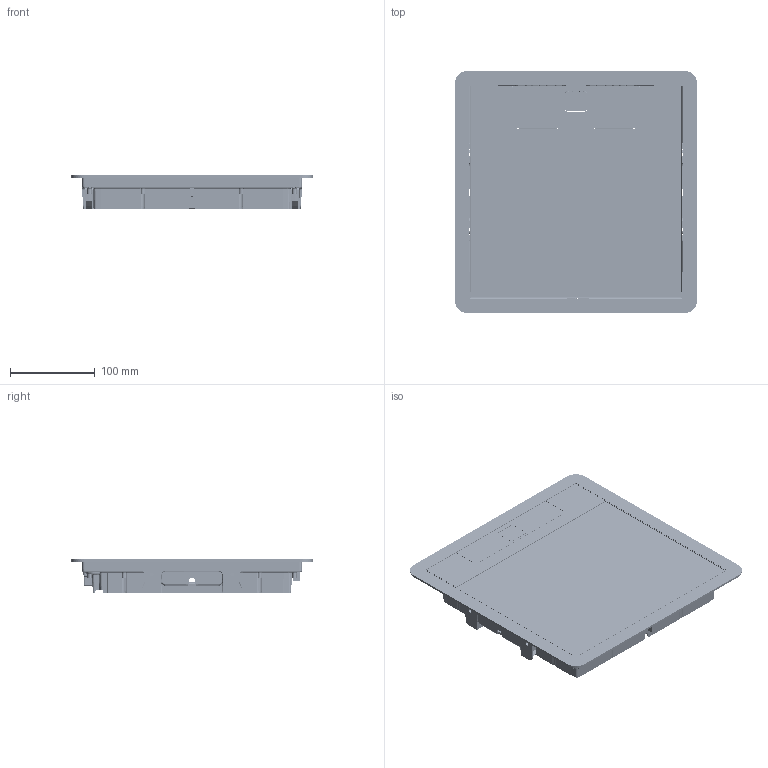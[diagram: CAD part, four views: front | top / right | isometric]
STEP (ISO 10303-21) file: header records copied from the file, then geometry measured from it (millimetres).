
FILE_DESCRIPTION(('CATIA V5 STEP Exchange','CAx-IF Rec.Pracs.--- Model Styling and Organization---1.4--- 2014-01-23'),'2;1');
FILE_NAME('088005.stp','2020-07-10T08:04:47+00:00',('none'),('none'),'CATIA Version 5-6 Release 2017 SP3','CATIA V5 STEP AP214','none');
FILE_SCHEMA(('AUTOMOTIVE_DESIGN { 1 0 10303 214 1 1 1 1 }'));
Products named in the file (31): A011384_A; A011383; D007905; D007904; D007922; D007887_A; Vis plastic 3x10.1; Part2; Part1.1; Part1.1.1; A011382AA; D007819; D007818; D007903; D007902; VIS M4x6 TR CRUCI.1; Goujon à souder M4x6; CE00256; Etiquette 45x30; D009487; A011000; D007754; D007757; VIS M4x6 TR CRUCI; ASS handle &RA-&RB; D010087; D007900; D007898; D010086; D006095; D006098
Assembly tree (53 placements, depth 5):
  A011384_A
    A011383
      D007905
      D007904
      D007922
      D007887_A  x4
      Vis plastic 3x10.1  x8
      Part2
      Part1.1  x3
      Part1.1.1
    A011382AA
      D007819
      D007818
      D007903
      D007902
      VIS M4x6 TR CRUCI.1  x2
      Goujon à souder M4x6  x3
      CE00256  x3
      Etiquette 45x30
      D009487
      A011000
        D007754
        D007757  x2
        VIS M4x6 TR CRUCI  x2
        ASS handle &RA-&RB
          D010087
          D007900
          D007898
        Goujon à souder M4x6  x2
        CE00256  x2
        D010086
      D006095
      D006098
Bounding box: 286 x 286 x 40.1 mm (x, y, z)
Volume: 779654.5 mm3; surface area: 687526.9 mm2
Topology: 52 solids, 52 shells, 6555 faces, 17058 edges, 10251 vertices
Faces by surface type: plane 2227, cylinder 1902, bspline 1519, sphere 387, cone 372, torus 128, extrusion 20
Entity records: 152067 total; most frequent: CARTESIAN_POINT 66774, ORIENTED_EDGE 20590, DIRECTION 12137, EDGE_CURVE 10295, VERTEX_POINT 6396, AXIS2_PLACEMENT_3D 4773, VECTOR 4741, LINE 4733
